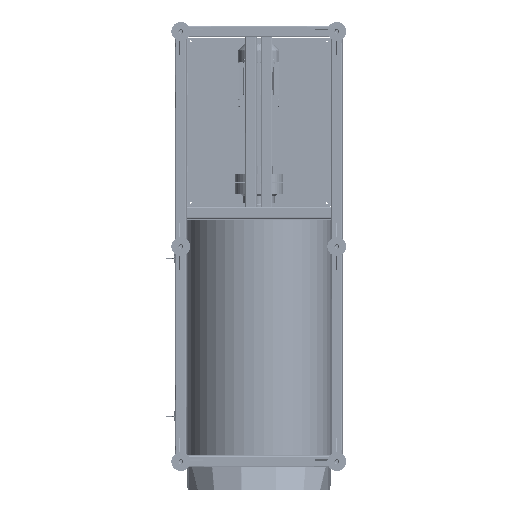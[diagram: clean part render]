
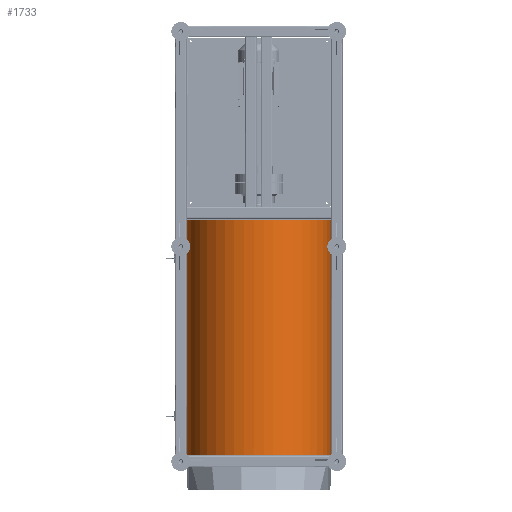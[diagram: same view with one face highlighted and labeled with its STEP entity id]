
A CAD part, front view. The second image highlights one B-rep face of the part: STEP entity #1733.
In plain terms, the highlighted free-form (B-spline) face has degree [2, 1] with [5, 2] control points.
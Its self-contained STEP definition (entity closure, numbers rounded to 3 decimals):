
#566 = VERTEX_POINT('',#567);
#567 = CARTESIAN_POINT('',(-492.681,0.,
    -802.742));
#687 = VERTEX_POINT('',#688);
#688 = CARTESIAN_POINT('',(492.681,0.,-802.742));
#831 = VERTEX_POINT('',#832);
#832 = CARTESIAN_POINT('',(-492.681,0.,
    802.742));
#946 = VERTEX_POINT('',#947);
#947 = CARTESIAN_POINT('',(492.681,0.,802.742));
#1022 = EDGE_CURVE('',#946,#831,#1023,.T.);
#1023 = ( BOUNDED_CURVE() B_SPLINE_CURVE(2,(#1024,#1025,#1026,#1027,
#1028),.UNSPECIFIED.,.F.,.F.) B_SPLINE_CURVE_WITH_KNOTS((3,2,3),(0.,
1.571,3.142),.PIECEWISE_BEZIER_KNOTS.) CURVE() 
GEOMETRIC_REPRESENTATION_ITEM() RATIONAL_B_SPLINE_CURVE((1.,
0.707,1.,0.707,1.)) REPRESENTATION_ITEM('') );
#1024 = CARTESIAN_POINT('',(492.681,0.,802.742));
#1025 = CARTESIAN_POINT('',(492.681,-492.681,
    802.742));
#1026 = CARTESIAN_POINT('',(0.,-492.681,
    802.742));
#1027 = CARTESIAN_POINT('',(-492.681,-492.681,
    802.742));
#1028 = CARTESIAN_POINT('',(-492.681,0.,
    802.742));
#1048 = EDGE_CURVE('',#687,#566,#1049,.T.);
#1049 = ( BOUNDED_CURVE() B_SPLINE_CURVE(2,(#1050,#1051,#1052,#1053,
#1054),.UNSPECIFIED.,.F.,.F.) B_SPLINE_CURVE_WITH_KNOTS((3,2,3),(0.,
1.571,3.142),.PIECEWISE_BEZIER_KNOTS.) CURVE() 
GEOMETRIC_REPRESENTATION_ITEM() RATIONAL_B_SPLINE_CURVE((1.,
0.707,1.,0.707,1.)) REPRESENTATION_ITEM('') );
#1050 = CARTESIAN_POINT('',(492.681,0.,-802.742));
#1051 = CARTESIAN_POINT('',(492.681,-492.681,
    -802.742));
#1052 = CARTESIAN_POINT('',(0.,-492.681,
    -802.742));
#1053 = CARTESIAN_POINT('',(-492.681,-492.681,
    -802.742));
#1054 = CARTESIAN_POINT('',(-492.681,0.,
    -802.742));
#1552 = EDGE_CURVE('',#831,#566,#1553,.T.);
#1553 = B_SPLINE_CURVE_WITH_KNOTS('',1,(#1554,#1555),.UNSPECIFIED.,.F.,
  .F.,(2,2),(-0.,1222.),.PIECEWISE_BEZIER_KNOTS.);
#1554 = CARTESIAN_POINT('',(-492.681,0.,
    802.742));
#1555 = CARTESIAN_POINT('',(-492.681,0.,
    -802.742));
#1733 = ADVANCED_FACE('',(#1734),#1744,.T.);
#1734 = FACE_BOUND('',#1735,.T.);
#1735 = EDGE_LOOP('',(#1736,#1737,#1742,#1743));
#1736 = ORIENTED_EDGE('',*,*,#1048,.F.);
#1737 = ORIENTED_EDGE('',*,*,#1738,.F.);
#1738 = EDGE_CURVE('',#946,#687,#1739,.T.);
#1739 = B_SPLINE_CURVE_WITH_KNOTS('',1,(#1740,#1741),.UNSPECIFIED.,.F.,
  .F.,(2,2),(-0.,1222.),.PIECEWISE_BEZIER_KNOTS.);
#1740 = CARTESIAN_POINT('',(492.681,0.,802.742));
#1741 = CARTESIAN_POINT('',(492.681,0.,-802.742));
#1742 = ORIENTED_EDGE('',*,*,#1022,.T.);
#1743 = ORIENTED_EDGE('',*,*,#1552,.T.);
#1744 = ( BOUNDED_SURFACE() B_SPLINE_SURFACE(2,1,(
    (#1745,#1746)
    ,(#1747,#1748)
    ,(#1749,#1750)
    ,(#1751,#1752)
    ,(#1753,#1754
)),.UNSPECIFIED.,.F.,.F.,.F.) B_SPLINE_SURFACE_WITH_KNOTS((3,2,3),(2,2),
  (3.142,4.712,6.283),(0.,1222.),
.PIECEWISE_BEZIER_KNOTS.) GEOMETRIC_REPRESENTATION_ITEM() 
RATIONAL_B_SPLINE_SURFACE((
    (1.,1.)
    ,(0.707,0.707)
    ,(1.,1.)
    ,(0.707,0.707)
,(1.,1.))) REPRESENTATION_ITEM('') SURFACE() );
#1745 = CARTESIAN_POINT('',(492.681,0.,
    802.742));
#1746 = CARTESIAN_POINT('',(492.681,0.,
    -802.742));
#1747 = CARTESIAN_POINT('',(492.681,-492.681,
    802.742));
#1748 = CARTESIAN_POINT('',(492.681,-492.681,
    -802.742));
#1749 = CARTESIAN_POINT('',(0.,-492.681,
    802.742));
#1750 = CARTESIAN_POINT('',(0.,-492.681,
    -802.742));
#1751 = CARTESIAN_POINT('',(-492.681,-492.681,
    802.742));
#1752 = CARTESIAN_POINT('',(-492.681,-492.681,
    -802.742));
#1753 = CARTESIAN_POINT('',(-492.681,0.,
    802.742));
#1754 = CARTESIAN_POINT('',(-492.681,0.,
    -802.742));
